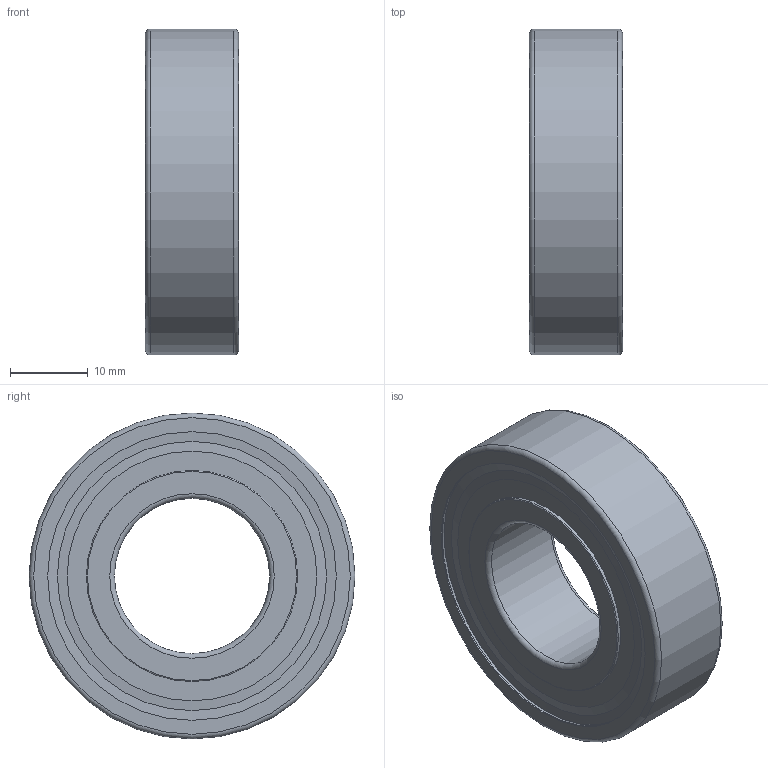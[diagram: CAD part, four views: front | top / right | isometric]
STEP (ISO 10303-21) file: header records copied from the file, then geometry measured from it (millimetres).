
FILE_DESCRIPTION(/* description */ ('STEP AP214'),/* implementation_level */ '2;1');
FILE_NAME(/* name */ 'SKF_6004-2Z',/* time_stamp */ '2022-08-05T11:29:46+02:00',/* author */ ('License CC BY-ND 4.0'),/* organization */ ('CADENAS'),/* preprocessor_version */ 'ST-DEVELOPER v18.102',/* originating_system */ 'PARTsolutions',/* authorisation */ ' ');
FILE_SCHEMA (('AUTOMOTIVE_DESIGN {1 0 10303 214 3 1 1}'));
Length unit declared in the file: millimetre
Products named in the file (5): SKF_6004-2Z; SKF_6004-2Z_PART4; SKF_6004-2Z_PART3; SKF_6004-2Z_PART2; SKF_6004-2Z_PART1
Assembly tree (20 placements, depth 2):
  SKF_6004-2Z
    SKF_6004-2Z_PART4  x9
    SKF_6004-2Z_PART3  x9
    SKF_6004-2Z_PART2
    SKF_6004-2Z_PART1
Bounding box: 12 x 42 x 42 mm (x, y, z)
Volume: 8660.8 mm3; surface area: 9374.9 mm2
Topology: 11 solids, 11 shells, 49 faces, 101 edges, 69 vertices
Faces by surface type: cylinder 12, torus 10, cone 10, sphere 9, plane 8
Full cylindrical faces by diameter (mm): 20 x1, 27.2 x4, 34.8 x2, 37.19 x4, 42 x1
Entity records: 1079 total; most frequent: DIRECTION 204, CARTESIAN_POINT 144, AXIS2_PLACEMENT_3D 102, FACE_BOUND 81, ORIENTED_EDGE 80, EDGE_LOOP 80, VERTEX_POINT 41, ADVANCED_FACE 41
